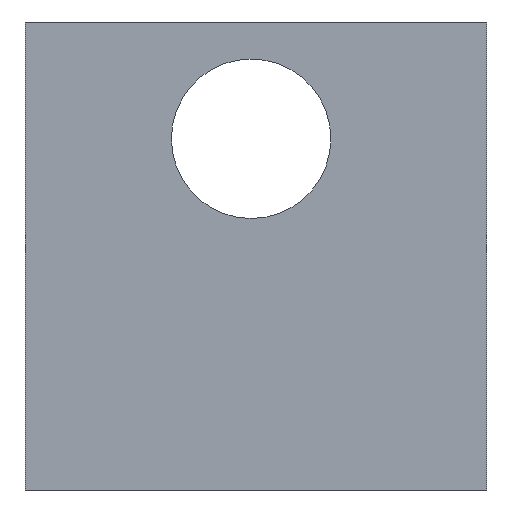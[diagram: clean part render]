
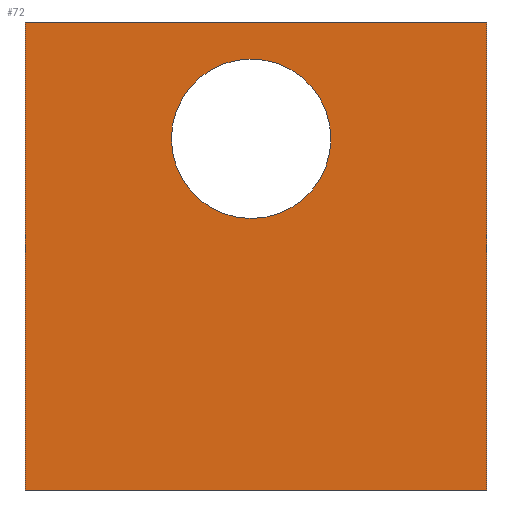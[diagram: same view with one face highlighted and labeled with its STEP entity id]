
A CAD part, front view. The second image highlights one B-rep face of the part: STEP entity #72.
In plain terms, the highlighted planar face has unit normal (0, -1, 0).
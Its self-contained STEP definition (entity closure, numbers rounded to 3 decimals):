
#23 = VECTOR ( 'NONE', #239, 1000. ) ;
#24 = VECTOR ( 'NONE', #236, 1000. ) ;
#25 = VECTOR ( 'NONE', #233, 1000. ) ;
#29 = AXIS2_PLACEMENT_3D ( 'NONE', #221, #228, #229 ) ;
#43 = AXIS2_PLACEMENT_3D ( 'NONE', #187, #188, #189 ) ;
#44 = AXIS2_PLACEMENT_3D ( 'NONE', #193, #194, #195 ) ;
#45 = FACE_BOUND ( 'NONE', #132, .T. ) ;
#47 = FACE_OUTER_BOUND ( 'NONE', #133, .T. ) ;
#49 = VECTOR ( 'NONE', #180, 1000. ) ;
#69 = EDGE_CURVE ( 'NONE', #129, #130, #178, .T. ) ;
#72 = ADVANCED_FACE ( 'NONE', ( #47, #45 ), #186, .F. ) ;
#74 = EDGE_CURVE ( 'NONE', #115, #121, #97, .T. ) ;
#75 = CIRCLE ( 'NONE', #29, 14.651 ) ;
#86 = EDGE_CURVE ( 'NONE', #121, #115, #75, .T. ) ;
#87 = EDGE_CURVE ( 'NONE', #130, #125, #231, .T. ) ;
#88 = EDGE_CURVE ( 'NONE', #118, #129, #234, .T. ) ;
#89 = EDGE_CURVE ( 'NONE', #125, #118, #237, .T. ) ;
#97 = CIRCLE ( 'NONE', #44, 14.651 ) ;
#115 = VERTEX_POINT ( 'NONE', #259 ) ;
#118 = VERTEX_POINT ( 'NONE', #261 ) ;
#121 = VERTEX_POINT ( 'NONE', #264 ) ;
#125 = VERTEX_POINT ( 'NONE', #267 ) ;
#129 = VERTEX_POINT ( 'NONE', #268 ) ;
#130 = VERTEX_POINT ( 'NONE', #269 ) ;
#132 = EDGE_LOOP ( 'NONE', ( #153, #152 ) ) ;
#133 = EDGE_LOOP ( 'NONE', ( #145, #149, #148, #150 ) ) ;
#145 = ORIENTED_EDGE ( 'NONE', *, *, #87, .F. ) ;
#148 = ORIENTED_EDGE ( 'NONE', *, *, #88, .F. ) ;
#149 = ORIENTED_EDGE ( 'NONE', *, *, #69, .F. ) ;
#150 = ORIENTED_EDGE ( 'NONE', *, *, #89, .F. ) ;
#152 = ORIENTED_EDGE ( 'NONE', *, *, #86, .T. ) ;
#153 = ORIENTED_EDGE ( 'NONE', *, *, #74, .T. ) ;
#178 = LINE ( 'NONE', #179, #49 ) ;
#179 = CARTESIAN_POINT ( 'NONE',  ( -33.435, 0., -31.468 ) ) ;
#180 = DIRECTION ( 'NONE',  ( -1., 0., 0. ) ) ;
#186 = PLANE ( 'NONE',  #43 ) ;
#187 = CARTESIAN_POINT ( 'NONE',  ( 0., 0., 0. ) ) ;
#188 = DIRECTION ( 'NONE',  ( 0., 1., 0. ) ) ;
#189 = DIRECTION ( 'NONE',  ( 0., 0., 1. ) ) ;
#193 = CARTESIAN_POINT ( 'NONE',  ( 8.093, 0., 33.058 ) ) ;
#194 = DIRECTION ( 'NONE',  ( 0., 1., 0. ) ) ;
#195 = DIRECTION ( 'NONE',  ( 0., 0., 1. ) ) ;
#221 = CARTESIAN_POINT ( 'NONE',  ( 8.093, 0., 33.058 ) ) ;
#228 = DIRECTION ( 'NONE',  ( 0., 1., 0. ) ) ;
#229 = DIRECTION ( 'NONE',  ( 0., 0., 1. ) ) ;
#231 = LINE ( 'NONE', #232, #25 ) ;
#232 = CARTESIAN_POINT ( 'NONE',  ( -33.435, 0., -31.468 ) ) ;
#233 = DIRECTION ( 'NONE',  ( 0., 0., 1. ) ) ;
#234 = LINE ( 'NONE', #235, #24 ) ;
#235 = CARTESIAN_POINT ( 'NONE',  ( 51.417, 0., -31.468 ) ) ;
#236 = DIRECTION ( 'NONE',  ( 0., 0., -1. ) ) ;
#237 = LINE ( 'NONE', #238, #23 ) ;
#238 = CARTESIAN_POINT ( 'NONE',  ( -33.435, 0., 54.507 ) ) ;
#239 = DIRECTION ( 'NONE',  ( 1., 0., 0. ) ) ;
#259 = CARTESIAN_POINT ( 'NONE',  ( 8.093, 0., 18.407 ) ) ;
#261 = CARTESIAN_POINT ( 'NONE',  ( 51.417, 0., 54.507 ) ) ;
#264 = CARTESIAN_POINT ( 'NONE',  ( 8.093, 0., 47.709 ) ) ;
#267 = CARTESIAN_POINT ( 'NONE',  ( -33.435, 0., 54.507 ) ) ;
#268 = CARTESIAN_POINT ( 'NONE',  ( 51.417, 0., -31.468 ) ) ;
#269 = CARTESIAN_POINT ( 'NONE',  ( -33.435, 0., -31.468 ) ) ;
